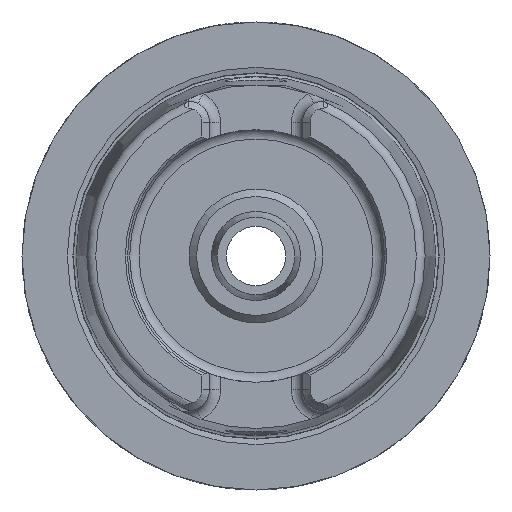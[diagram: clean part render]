
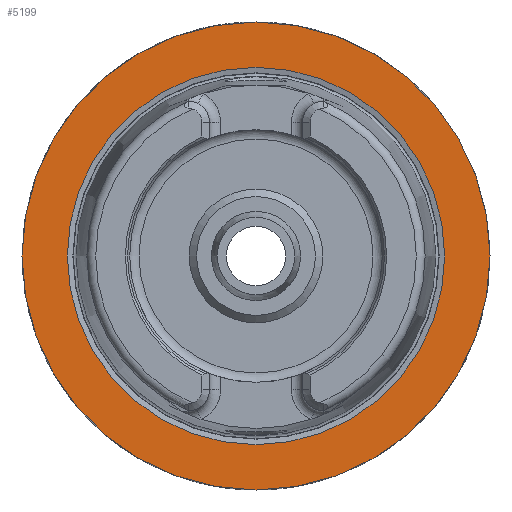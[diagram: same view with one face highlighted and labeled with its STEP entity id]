
A CAD part, left-side view. The second image highlights one B-rep face of the part: STEP entity #5199.
In plain terms, the highlighted planar face has unit normal (-1, 0, 0).
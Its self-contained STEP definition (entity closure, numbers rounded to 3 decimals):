
#4390=CARTESIAN_POINT('',(0.0,31.5,0.0));
#4391=VERTEX_POINT('',#4390);
#4392=CARTESIAN_POINT('',(0.0,0.0,0.0));
#4393=DIRECTION('',(1.0,0.0,0.0));
#4394=DIRECTION('',(0.0,1.0,0.0));
#4395=AXIS2_PLACEMENT_3D('',#4392,#4393,#4394);
#4396=CIRCLE('',#4395,31.5);
#4397=EDGE_CURVE('',#4391,#4391,#4396,.T.);
#5173=CARTESIAN_POINT('',(0.0,25.4,0.0));
#5174=VERTEX_POINT('',#5173);
#5175=CARTESIAN_POINT('',(0.0,0.0,0.0));
#5176=DIRECTION('',(1.0,0.0,0.0));
#5177=DIRECTION('',(0.0,1.0,0.0));
#5178=AXIS2_PLACEMENT_3D('',#5175,#5176,#5177);
#5179=CIRCLE('',#5178,25.4);
#5180=EDGE_CURVE('',#5174,#5174,#5179,.T.);
#5188=CARTESIAN_POINT('',(0.0,28.45,0.0));
#5189=DIRECTION('',(-1.0,0.0,0.0));
#5190=DIRECTION('',(0.0,0.0,1.0));
#5191=AXIS2_PLACEMENT_3D('',#5188,#5189,#5190);
#5192=PLANE('',#5191);
#5193=ORIENTED_EDGE('',*,*,#4397,.F.);
#5194=EDGE_LOOP('',(#5193));
#5195=FACE_OUTER_BOUND('',#5194,.T.);
#5196=ORIENTED_EDGE('',*,*,#5180,.T.);
#5197=EDGE_LOOP('',(#5196));
#5198=FACE_BOUND('',#5197,.T.);
#5199=ADVANCED_FACE('',(#5195,#5198),#5192,.T.);
